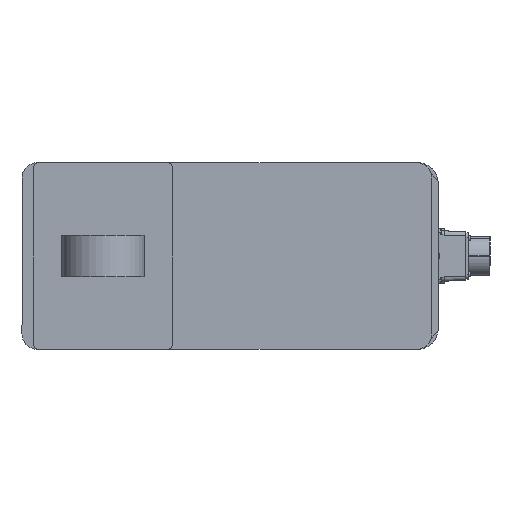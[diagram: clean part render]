
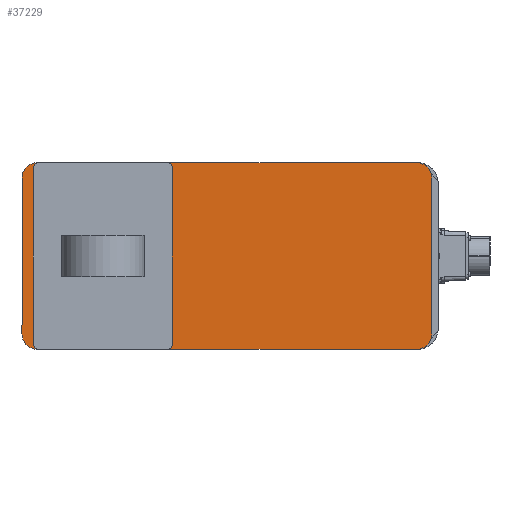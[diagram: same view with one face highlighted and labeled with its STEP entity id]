
A CAD part, front view. The second image highlights one B-rep face of the part: STEP entity #37229.
In plain terms, the highlighted face is planar.
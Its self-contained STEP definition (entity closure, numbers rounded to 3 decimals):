
#334 = LINE ( 'NONE', #16313, #39672 ) ;
#537 = VECTOR ( 'NONE', #7563, 1000. ) ;
#1299 = ORIENTED_EDGE ( 'NONE', *, *, #42345, .T. ) ;
#2762 = DIRECTION ( 'NONE',  ( 1., 0., 0. ) ) ;
#3307 = EDGE_CURVE ( 'NONE', #6040, #17770, #28894, .T. ) ;
#4382 = AXIS2_PLACEMENT_3D ( 'NONE', #13266, #32785, #2762 ) ;
#6040 = VERTEX_POINT ( 'NONE', #17463 ) ;
#6294 = VERTEX_POINT ( 'NONE', #18433 ) ;
#7107 = CARTESIAN_POINT ( 'NONE',  ( 75., -63., 1857. ) ) ;
#7219 = CARTESIAN_POINT ( 'NONE',  ( 90.001, -63., 1857. ) ) ;
#7445 = DIRECTION ( 'NONE',  ( 0., 1., 0. ) ) ;
#7563 = DIRECTION ( 'NONE',  ( 1., 0., 0. ) ) ;
#9750 = VERTEX_POINT ( 'NONE', #22069 ) ;
#10700 = DIRECTION ( 'NONE',  ( 0., 0., 1. ) ) ;
#11064 = DIRECTION ( 'NONE',  ( 1., 0., 0. ) ) ;
#12304 = CARTESIAN_POINT ( 'NONE',  ( 75., 302., 1857. ) ) ;
#12754 = CIRCLE ( 'NONE', #23963, 15.001 ) ;
#12996 = VERTEX_POINT ( 'NONE', #42434 ) ;
#13266 = CARTESIAN_POINT ( 'NONE',  ( -75., -63., 1857. ) ) ;
#13592 = ORIENTED_EDGE ( 'NONE', *, *, #42041, .T. ) ;
#13817 = CIRCLE ( 'NONE', #22202, 15.001 ) ;
#15837 = EDGE_LOOP ( 'NONE', ( #38876, #28564, #41985, #13592, #18175, #26338, #22584, #1299 ) ) ;
#15875 = DIRECTION ( 'NONE',  ( 0., 0., 1. ) ) ;
#16313 = CARTESIAN_POINT ( 'NONE',  ( -90.001, 302., 1857. ) ) ;
#16447 = DIRECTION ( 'NONE',  ( 1., 0., 0. ) ) ;
#16517 = EDGE_CURVE ( 'NONE', #21351, #12996, #32021, .T. ) ;
#16545 = DIRECTION ( 'NONE',  ( 0., -1., 0. ) ) ;
#17414 = DIRECTION ( 'NONE',  ( 0., 0., 1. ) ) ;
#17463 = CARTESIAN_POINT ( 'NONE',  ( -90.001, -63., 1857. ) ) ;
#17653 = AXIS2_PLACEMENT_3D ( 'NONE', #12304, #30261, #16447 ) ;
#17770 = VERTEX_POINT ( 'NONE', #29897 ) ;
#18011 = CARTESIAN_POINT ( 'NONE',  ( 75., 317.001, 1857. ) ) ;
#18175 = ORIENTED_EDGE ( 'NONE', *, *, #25252, .T. ) ;
#18433 = CARTESIAN_POINT ( 'NONE',  ( 90.001, -63., 1857. ) ) ;
#19395 = PLANE ( 'NONE',  #4382 ) ;
#20229 = VECTOR ( 'NONE', #38180, 1000. ) ;
#21351 = VERTEX_POINT ( 'NONE', #40391 ) ;
#22069 = CARTESIAN_POINT ( 'NONE',  ( -90.001, 302., 1857. ) ) ;
#22202 = AXIS2_PLACEMENT_3D ( 'NONE', #7107, #17414, #11064 ) ;
#22584 = ORIENTED_EDGE ( 'NONE', *, *, #35884, .T. ) ;
#22695 = FACE_OUTER_BOUND ( 'NONE', #15837, .T. ) ;
#23963 = AXIS2_PLACEMENT_3D ( 'NONE', #40719, #10700, #37453 ) ;
#23967 = CARTESIAN_POINT ( 'NONE',  ( 90.001, 302., 1857. ) ) ;
#24420 = LINE ( 'NONE', #37823, #537 ) ;
#24424 = VERTEX_POINT ( 'NONE', #25341 ) ;
#24671 = AXIS2_PLACEMENT_3D ( 'NONE', #39981, #15875, #26382 ) ;
#25252 = EDGE_CURVE ( 'NONE', #33538, #21351, #25332, .T. ) ;
#25332 = CIRCLE ( 'NONE', #17653, 15.001 ) ;
#25341 = CARTESIAN_POINT ( 'NONE',  ( 75., -78.001, 1857. ) ) ;
#26338 = ORIENTED_EDGE ( 'NONE', *, *, #16517, .T. ) ;
#26382 = DIRECTION ( 'NONE',  ( 1., 0., 0. ) ) ;
#28564 = ORIENTED_EDGE ( 'NONE', *, *, #34837, .T. ) ;
#28894 = CIRCLE ( 'NONE', #24671, 15.001 ) ;
#29897 = CARTESIAN_POINT ( 'NONE',  ( -75., -78.001, 1857. ) ) ;
#30238 = LINE ( 'NONE', #7219, #33346 ) ;
#30261 = DIRECTION ( 'NONE',  ( 0., 0., 1. ) ) ;
#32021 = LINE ( 'NONE', #18011, #20229 ) ;
#32785 = DIRECTION ( 'NONE',  ( 0., 0., 1. ) ) ;
#32796 = EDGE_CURVE ( 'NONE', #24424, #6294, #13817, .T. ) ;
#33346 = VECTOR ( 'NONE', #7445, 1000. ) ;
#33538 = VERTEX_POINT ( 'NONE', #23967 ) ;
#34837 = EDGE_CURVE ( 'NONE', #17770, #24424, #24420, .T. ) ;
#35884 = EDGE_CURVE ( 'NONE', #12996, #9750, #12754, .T. ) ;
#37229 = ADVANCED_FACE ( 'NONE', ( #22695 ), #19395, .T. ) ;
#37453 = DIRECTION ( 'NONE',  ( 1., 0., 0. ) ) ;
#37823 = CARTESIAN_POINT ( 'NONE',  ( -75., -78.001, 1857. ) ) ;
#38180 = DIRECTION ( 'NONE',  ( -1., 0., 0. ) ) ;
#38876 = ORIENTED_EDGE ( 'NONE', *, *, #3307, .T. ) ;
#39672 = VECTOR ( 'NONE', #16545, 1000. ) ;
#39981 = CARTESIAN_POINT ( 'NONE',  ( -75., -63., 1857. ) ) ;
#40391 = CARTESIAN_POINT ( 'NONE',  ( 75., 317.001, 1857. ) ) ;
#40719 = CARTESIAN_POINT ( 'NONE',  ( -75., 302., 1857. ) ) ;
#41985 = ORIENTED_EDGE ( 'NONE', *, *, #32796, .T. ) ;
#42041 = EDGE_CURVE ( 'NONE', #6294, #33538, #30238, .T. ) ;
#42345 = EDGE_CURVE ( 'NONE', #9750, #6040, #334, .T. ) ;
#42434 = CARTESIAN_POINT ( 'NONE',  ( -75., 317.001, 1857. ) ) ;
